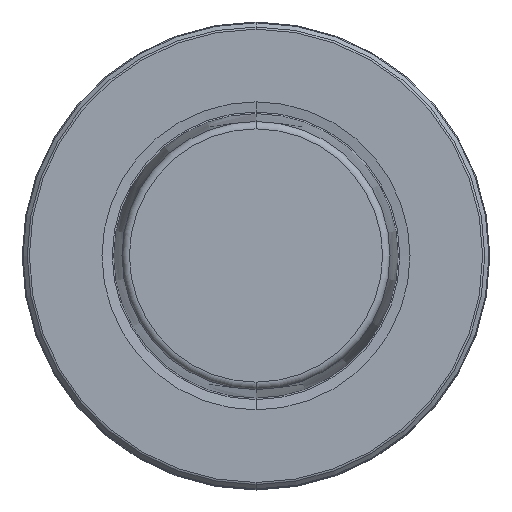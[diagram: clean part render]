
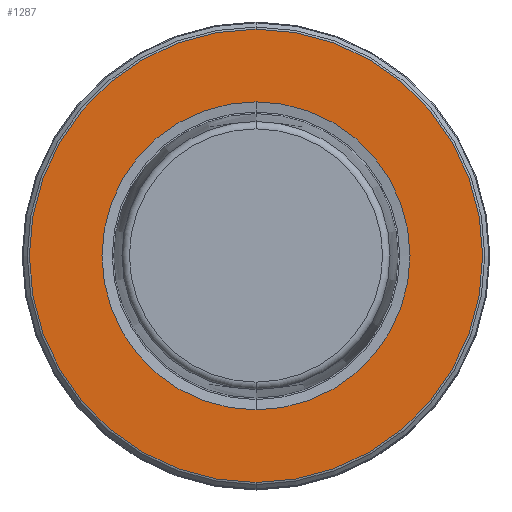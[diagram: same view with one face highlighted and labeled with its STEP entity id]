
A CAD part, top view. The second image highlights one B-rep face of the part: STEP entity #1287.
In plain terms, the highlighted planar face has unit normal (0, 0, 1).
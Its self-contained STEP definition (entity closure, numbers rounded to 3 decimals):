
#70 = AXIS2_PLACEMENT_3D ( 'NONE', #142, #1071, #277 ) ;
#91 = CARTESIAN_POINT ( 'NONE',  ( 0., 0., -5. ) ) ;
#100 = VERTEX_POINT ( 'NONE', #870 ) ;
#133 = DIRECTION ( 'NONE',  ( 0., 0., 1. ) ) ;
#142 = CARTESIAN_POINT ( 'NONE',  ( 0., 0., -5. ) ) ;
#160 = CARTESIAN_POINT ( 'NONE',  ( 0., 0., -5. ) ) ;
#182 = CARTESIAN_POINT ( 'NONE',  ( 0., -30.534, -5. ) ) ;
#258 = EDGE_CURVE ( 'NONE', #1676, #1329, #1339, .T. ) ;
#277 = DIRECTION ( 'NONE',  ( 0., -1., 0. ) ) ;
#292 = EDGE_CURVE ( 'NONE', #100, #449, #482, .T. ) ;
#295 = DIRECTION ( 'NONE',  ( 0., -1., 0. ) ) ;
#392 = DIRECTION ( 'NONE',  ( 0., -1., 0. ) ) ;
#416 = CARTESIAN_POINT ( 'NONE',  ( 0., 30.534, -5. ) ) ;
#424 = ORIENTED_EDGE ( 'NONE', *, *, #292, .F. ) ;
#449 = VERTEX_POINT ( 'NONE', #585 ) ;
#468 = DIRECTION ( 'NONE',  ( 0., 0., 1. ) ) ;
#482 = CIRCLE ( 'NONE', #1013, 20.745 ) ;
#516 = CARTESIAN_POINT ( 'NONE',  ( 0., 0., -5. ) ) ;
#523 = CIRCLE ( 'NONE', #70, 20.745 ) ;
#585 = CARTESIAN_POINT ( 'NONE',  ( 0., -20.745, -5. ) ) ;
#594 = DIRECTION ( 'NONE',  ( 0., -1., 0. ) ) ;
#648 = ORIENTED_EDGE ( 'NONE', *, *, #1622, .F. ) ;
#693 = EDGE_LOOP ( 'NONE', ( #648, #424 ) ) ;
#721 = ORIENTED_EDGE ( 'NONE', *, *, #258, .T. ) ;
#727 = DIRECTION ( 'NONE',  ( 0., 0., 1. ) ) ;
#784 = AXIS2_PLACEMENT_3D ( 'NONE', #160, #1095, #295 ) ;
#791 = EDGE_LOOP ( 'NONE', ( #1271, #721 ) ) ;
#862 = PLANE ( 'NONE',  #943 ) ;
#870 = CARTESIAN_POINT ( 'NONE',  ( 0., 20.745, -5. ) ) ;
#943 = AXIS2_PLACEMENT_3D ( 'NONE', #91, #727, #594 ) ;
#1013 = AXIS2_PLACEMENT_3D ( 'NONE', #516, #133, #392 ) ;
#1055 = FACE_OUTER_BOUND ( 'NONE', #791, .T. ) ;
#1071 = DIRECTION ( 'NONE',  ( 0., 0., 1. ) ) ;
#1095 = DIRECTION ( 'NONE',  ( 0., 0., 1. ) ) ;
#1106 = AXIS2_PLACEMENT_3D ( 'NONE', #1616, #468, #1646 ) ;
#1124 = FACE_BOUND ( 'NONE', #693, .T. ) ;
#1271 = ORIENTED_EDGE ( 'NONE', *, *, #1695, .T. ) ;
#1287 = ADVANCED_FACE ( 'NONE', ( #1055, #1124 ), #862, .T. ) ;
#1329 = VERTEX_POINT ( 'NONE', #182 ) ;
#1339 = CIRCLE ( 'NONE', #1106, 30.534 ) ;
#1495 = CIRCLE ( 'NONE', #784, 30.534 ) ;
#1616 = CARTESIAN_POINT ( 'NONE',  ( 0., 0., -5. ) ) ;
#1622 = EDGE_CURVE ( 'NONE', #449, #100, #523, .T. ) ;
#1646 = DIRECTION ( 'NONE',  ( 0., -1., 0. ) ) ;
#1676 = VERTEX_POINT ( 'NONE', #416 ) ;
#1695 = EDGE_CURVE ( 'NONE', #1329, #1676, #1495, .T. ) ;
